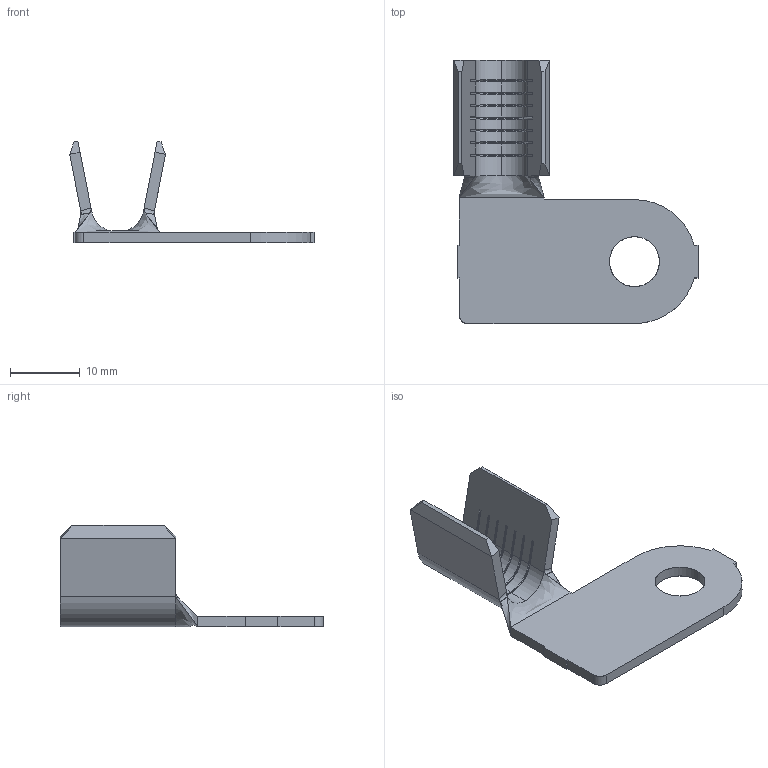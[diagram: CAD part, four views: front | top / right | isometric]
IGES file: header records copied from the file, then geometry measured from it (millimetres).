
Start section: SolidWorks IGES file using analytic representation for surfaces
Global section: file name: 82333.IGS; native system: SolidWorks 2014; preprocessor: SolidWorks 2014; author: sjohnson; date: 150205.104644; units: inch
Bounding box: 35.05 x 37.72 x 14.61 mm (x, y, z)
Surface area: 2524.7 mm2 (no closed solid volume)
Topology: 0 solids, 0 shells, 199 faces, 1377 edges, 1377 vertices
Faces by surface type: bspline 148, revolution 51
